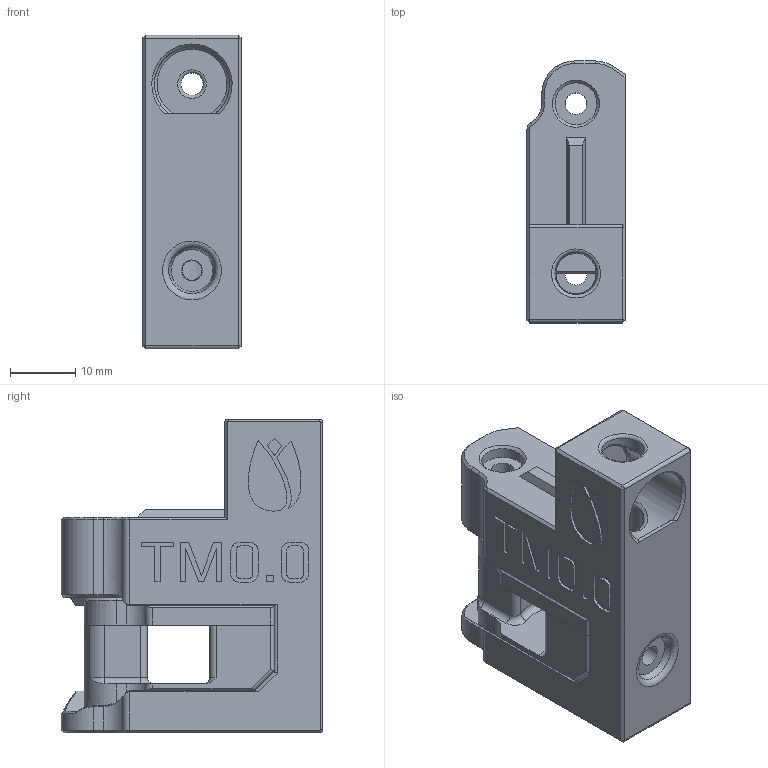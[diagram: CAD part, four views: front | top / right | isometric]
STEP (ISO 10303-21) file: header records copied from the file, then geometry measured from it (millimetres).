
FILE_DESCRIPTION(/* description */ (''),/* implementation_level */ '2;1');
FILE_NAME(/* name */ 'V0.2R1 Tulip TM0.0.step',/* time_stamp */ '2024-10-04T23:04:53+01:00',/* author */ (''),/* organization */ (''),/* preprocessor_version */ 'ST-DEVELOPER v20',/* originating_system */ 'Autodesk Translation Framework v13.20.0.188',/* authorisation */ '');
FILE_SCHEMA (('AUTOMOTIVE_DESIGN { 1 0 10303 214 3 1 1 }'));
Length unit declared in the file: millimetre
Products named in the file (7): V0.2R1 Tulip Gantry; Tensioner_Idlers; Tension_Idler_A; Tension_Idler; A_Idler_Static_x1; [a]_Idler_A_Tensioner_Upper_x1; [a]_Idler_A_Tensioner_Lower_x1
Assembly tree (6 placements, depth 5):
  V0.2R1 Tulip Gantry
    Tensioner_Idlers
      Tension_Idler_A
        Tension_Idler
          A_Idler_Static_x1
          [a]_Idler_A_Tensioner_Upper_x1
          [a]_Idler_A_Tensioner_Lower_x1
Bounding box: 15 x 40.04 x 48 mm (x, y, z)
Volume: 16244.4 mm3; surface area: 9982.3 mm2
Topology: 3 solids, 3 shells, 408 faces, 1086 edges, 702 vertices
Faces by surface type: plane 174, bspline 103, cylinder 84, cone 34, torus 13
Full cylindrical faces by diameter (mm): 1.8 x2, 2.3 x2, 3 x1, 3.1 x2, 3.2 x2, 3.299 x1, 3.3 x1, 3.4 x2, 4 x2, 6.1 x1, 6.2 x1, 6.4 x1, 6.5 x1, 11.5 x1
Entity records: 14689 total; most frequent: CARTESIAN_POINT 4906, ORIENTED_EDGE 2172, DIRECTION 1691, EDGE_CURVE 1086, VERTEX_POINT 702, LINE 591, VECTOR 591, AXIS2_PLACEMENT_3D 550
